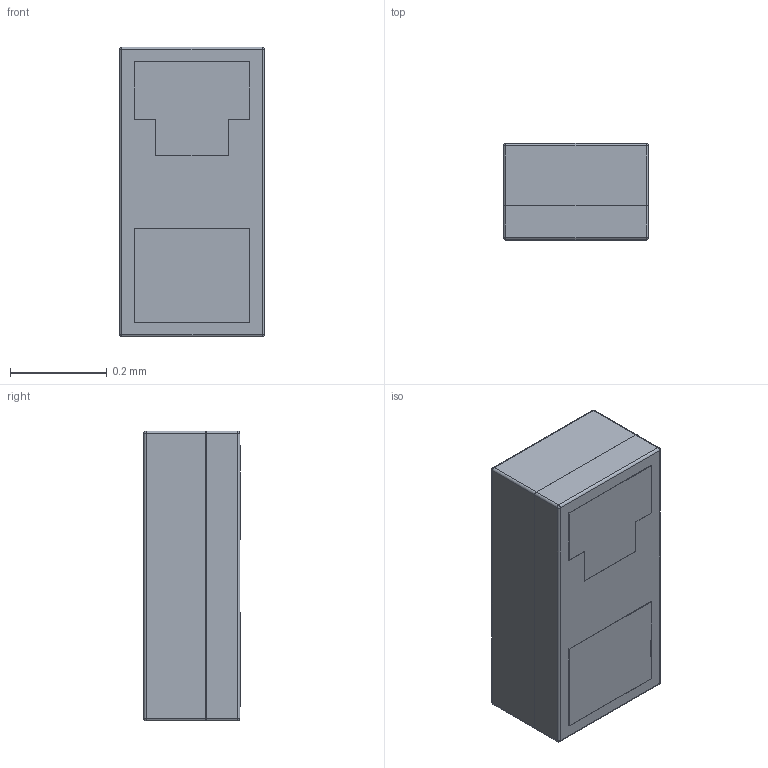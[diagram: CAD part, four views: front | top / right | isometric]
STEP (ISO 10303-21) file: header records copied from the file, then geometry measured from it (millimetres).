
FILE_DESCRIPTION (( 'STEP AP214' ), '1' );
FILE_NAME ('LTST-FC03GD-5A.STEP', '2024-08-16T09:26:15', ( '' ), ( '' ), 'SwSTEP 2.0', 'SolidWorks 2016', '' );
FILE_SCHEMA (( 'AUTOMOTIVE_DESIGN' ));
Length unit declared in the file: millimetre
Products named in the file (1): LTST-FC03GD-5A
Bounding box: 0.3 x 0.2 x 0.6 mm (x, y, z)
Volume: 0 mm3; surface area: 1.1 mm2
Topology: 2 solids, 2 shells, 50 faces, 116 edges, 64 vertices
Faces by surface type: plane 26, cylinder 16, sphere 8
Entity records: 1727 total; most frequent: DIRECTION 242, CARTESIAN_POINT 223, ORIENTED_EDGE 216, EDGE_CURVE 108, AXIS2_PLACEMENT_3D 83, VECTOR 76, LINE 76, VERTEX_POINT 64
